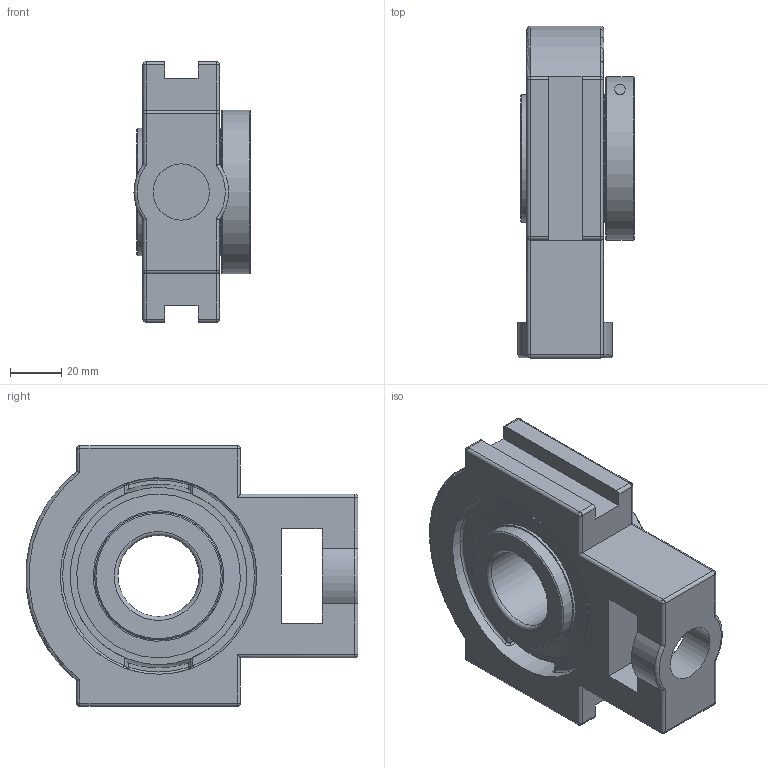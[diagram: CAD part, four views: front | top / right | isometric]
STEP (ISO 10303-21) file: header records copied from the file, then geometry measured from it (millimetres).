
FILE_DESCRIPTION(/* description */ ('Alibre Inc.'),/* implementation_level */ '2;1');
FILE_NAME(/* name */ 'export-744BFEE9-99C2-40E0-81E1-93EADA5BD251',/* time_stamp */ '2020-05-18T09:30:23-07:00',/* author */ (''),/* organization */ (''),/* preprocessor_version */ 'ST-DEVELOPER v17',/* originating_system */ 'Alibre',/* authorisation */ '');
FILE_SCHEMA (('CONFIG_CONTROL_DESIGN'));
Length unit declared in the file: inch
Bounding box: 45.4 x 129.82 x 102 mm (x, y, z)
Volume: 241056.3 mm3; surface area: 78657.9 mm2
Topology: 16 solids, 16 shells, 244 faces, 623 edges, 381 vertices
Faces by surface type: cylinder 80, plane 80, sphere 28, cone 28, torus 24, bspline 4
Full cylindrical faces by diameter (mm): 4.134 x1, 4.137 x1, 5.8 x1, 8.5 x1, 22 x1, 31.75 x1, 50 x4, 51.016 x2, 62 x2, 64 x2, 76.902 x2, 80.35 x1
Entity records: 8178 total; most frequent: CARTESIAN_POINT 2391, ORIENTED_EDGE 1052, DIRECTION 925, EDGE_CURVE 526, AXIS2_PLACEMENT_3D 385, VERTEX_POINT 350, FACE_BOUND 282, EDGE_LOOP 273
